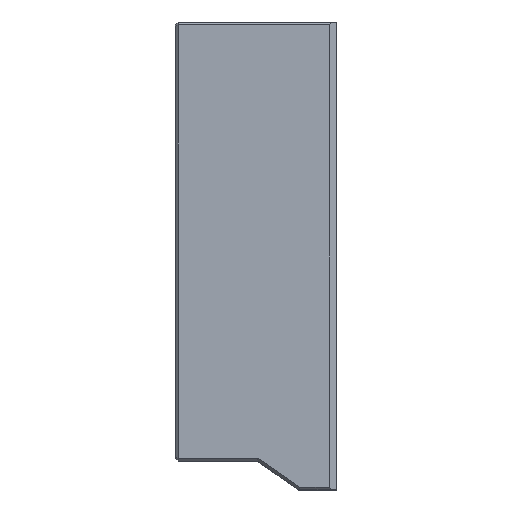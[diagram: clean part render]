
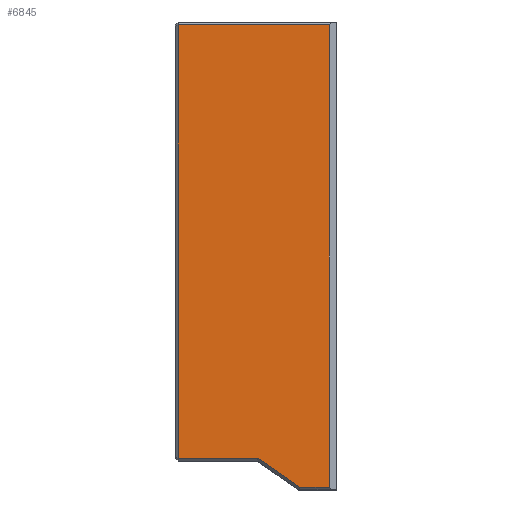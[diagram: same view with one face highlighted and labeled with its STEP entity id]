
A CAD part, left-side view. The second image highlights one B-rep face of the part: STEP entity #6845.
In plain terms, the highlighted planar face has unit normal (-1, 0, 0).
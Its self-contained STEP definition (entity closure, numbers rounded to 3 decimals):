
#777=FACE_OUTER_BOUND('',#1180,.T.);
#1180=EDGE_LOOP('',(#5723,#5724,#5725,#5726,#5727,#5728));
#1868=LINE('',#11545,#2540);
#1876=LINE('',#11560,#2548);
#1879=LINE('',#11566,#2551);
#1883=LINE('',#11575,#2555);
#1885=LINE('',#11579,#2557);
#1886=LINE('',#11580,#2558);
#2540=VECTOR('',#9126,10.);
#2548=VECTOR('',#9142,10.);
#2551=VECTOR('',#9147,10.);
#2555=VECTOR('',#9157,10.);
#2557=VECTOR('',#9161,10.);
#2558=VECTOR('',#9162,10.);
#3213=VERTEX_POINT('',#11542);
#3214=VERTEX_POINT('',#11544);
#3217=VERTEX_POINT('',#11558);
#3219=VERTEX_POINT('',#11564);
#3221=VERTEX_POINT('',#11574);
#3222=VERTEX_POINT('',#11578);
#4106=EDGE_CURVE('',#3213,#3214,#1868,.T.);
#4114=EDGE_CURVE('',#3217,#3213,#1876,.T.);
#4117=EDGE_CURVE('',#3219,#3217,#1879,.T.);
#4121=EDGE_CURVE('',#3214,#3221,#1883,.T.);
#4123=EDGE_CURVE('',#3222,#3219,#1885,.T.);
#4124=EDGE_CURVE('',#3222,#3221,#1886,.T.);
#5723=ORIENTED_EDGE('',*,*,#4106,.F.);
#5724=ORIENTED_EDGE('',*,*,#4114,.F.);
#5725=ORIENTED_EDGE('',*,*,#4117,.F.);
#5726=ORIENTED_EDGE('',*,*,#4123,.F.);
#5727=ORIENTED_EDGE('',*,*,#4124,.T.);
#5728=ORIENTED_EDGE('',*,*,#4121,.F.);
#6522=PLANE('',#7470);
#6845=ADVANCED_FACE('',(#777),#6522,.T.);
#7470=AXIS2_PLACEMENT_3D('',#11577,#9159,#9160);
#9126=DIRECTION('',(0.,0.,1.));
#9142=DIRECTION('',(0.,1.,0.));
#9147=DIRECTION('',(0.,0.819,0.574));
#9157=DIRECTION('',(0.,-1.,0.));
#9159=DIRECTION('center_axis',(-1.,0.,0.));
#9160=DIRECTION('ref_axis',(0.,-1.,0.));
#9161=DIRECTION('',(0.,1.,0.));
#9162=DIRECTION('',(0.,0.,1.));
#11542=CARTESIAN_POINT('',(-375.,12.,-581.6));
#11544=CARTESIAN_POINT('',(-375.,12.,-521.4));
#11545=CARTESIAN_POINT('',(-375.,12.,-569.25));
#11558=CARTESIAN_POINT('',(-375.,0.874,-581.6));
#11560=CARTESIAN_POINT('',(-375.,5.5,-581.6));
#11564=CARTESIAN_POINT('',(-375.,-4.839,-585.6));
#11566=CARTESIAN_POINT('',(-375.,-0.006,-582.216));
#11574=CARTESIAN_POINT('',(-375.,-9.,-521.4));
#11575=CARTESIAN_POINT('',(-375.,0.,-521.4));
#11577=CARTESIAN_POINT('Origin',(-375.,10.,-586.));
#11578=CARTESIAN_POINT('',(-375.,-9.,-585.6));
#11579=CARTESIAN_POINT('',(-375.,5.,-585.6));
#11580=CARTESIAN_POINT('',(-375.,-9.,-586.));
